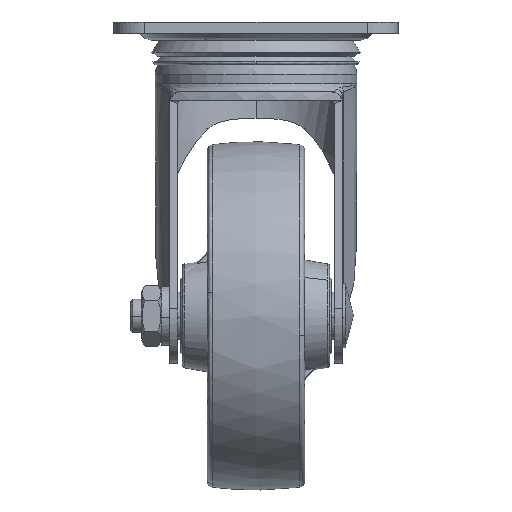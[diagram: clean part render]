
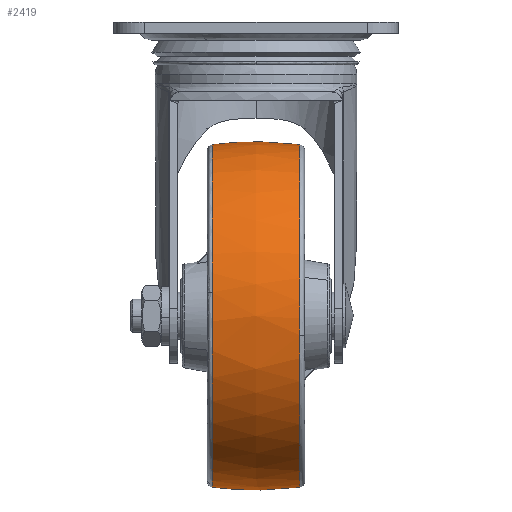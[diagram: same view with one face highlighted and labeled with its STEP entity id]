
A CAD part, left-side view. The second image highlights one B-rep face of the part: STEP entity #2419.
In plain terms, the highlighted free-form (B-spline) face has degree [2, 2] with [5, 7] control points.
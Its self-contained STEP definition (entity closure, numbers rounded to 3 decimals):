
#2112=CARTESIAN_POINT('',(-99.111,-15.752,-112.441));
#2113=VERTEX_POINT('',#2112);
#2127=CARTESIAN_POINT('',(-38.,-15.752,-167.003));
#2128=VERTEX_POINT('',#2127);
#2129=CARTESIAN_POINT('',(-99.111,-15.752,-112.441));
#2130=CARTESIAN_POINT('',(-92.913,-15.752,-167.003));
#2131=CARTESIAN_POINT('',(-38.,-15.752,-167.003));
#2139=(BOUNDED_CURVE()B_SPLINE_CURVE(2,(#2129,#2130,#2131),.UNSPECIFIED.,.F.,.U.)B_SPLINE_CURVE_WITH_KNOTS((3,3),(0.77,1.0),.UNSPECIFIED.)CURVE()GEOMETRIC_REPRESENTATION_ITEM()RATIONAL_B_SPLINE_CURVE((0.958,0.73,1.0))REPRESENTATION_ITEM(''));
#2140=EDGE_CURVE('',#2113,#2128,#2139,.T.);
#2208=CARTESIAN_POINT('',(-38.,-15.752,-43.996));
#2209=VERTEX_POINT('',#2208);
#2223=CARTESIAN_POINT('',(-38.,-15.752,-43.996));
#2224=CARTESIAN_POINT('',(-99.504,-15.752,-43.996));
#2225=CARTESIAN_POINT('',(-99.504,-15.752,-105.5));
#2226=CARTESIAN_POINT('',(-99.504,-15.752,-108.982));
#2227=CARTESIAN_POINT('',(-99.111,-15.752,-112.441));
#2235=(BOUNDED_CURVE()B_SPLINE_CURVE(2,(#2223,#2224,#2225,#2226,#2227),.UNSPECIFIED.,.F.,.U.)B_SPLINE_CURVE_WITH_KNOTS((3,2,3),(0.5,0.75,0.77),.UNSPECIFIED.)CURVE()GEOMETRIC_REPRESENTATION_ITEM()RATIONAL_B_SPLINE_CURVE((1.0,0.707,1.0,0.977,0.958))REPRESENTATION_ITEM(''));
#2236=EDGE_CURVE('',#2209,#2113,#2235,.T.);
#2285=CARTESIAN_POINT('',(-38.,15.752,-167.003));
#2286=VERTEX_POINT('',#2285);
#2287=CARTESIAN_POINT('',(-38.,-15.752,-167.003));
#2288=CARTESIAN_POINT('',(-38.,-11.345,-167.563));
#2289=CARTESIAN_POINT('',(-38.,-0.829,-168.333));
#2290=CARTESIAN_POINT('',(-38.,9.713,-167.771));
#2291=CARTESIAN_POINT('',(-38.,15.752,-167.003));
#2292=B_SPLINE_CURVE_WITH_KNOTS('',3,(#2287,#2288,#2289,#2290,#2291),.UNSPECIFIED.,.F.,.U.,(4,1,4),(0.,13.326,31.588),.UNSPECIFIED.);
#2293=EDGE_CURVE('',#2128,#2286,#2292,.T.);
#2310=CARTESIAN_POINT('',(-38.,15.752,-43.996));
#2311=VERTEX_POINT('',#2310);
#2327=CARTESIAN_POINT('',(-38.,-15.752,-43.996));
#2328=CARTESIAN_POINT('',(-38.,-9.387,-43.187));
#2329=CARTESIAN_POINT('',(-38.,1.161,-42.667));
#2330=CARTESIAN_POINT('',(-38.,11.672,-43.478));
#2331=CARTESIAN_POINT('',(-38.,15.752,-43.996));
#2332=B_SPLINE_CURVE_WITH_KNOTS('',3,(#2327,#2328,#2329,#2330,#2331),.UNSPECIFIED.,.F.,.U.,(4,1,4),(0.,19.249,31.588),.UNSPECIFIED.);
#2333=EDGE_CURVE('',#2209,#2311,#2332,.T.);
#2340=CARTESIAN_POINT('',(-36.287,-17.34,-44.208));
#2341=CARTESIAN_POINT('',(-36.253,-8.712,-43.));
#2342=CARTESIAN_POINT('',(-36.253,0.,-43.));
#2343=CARTESIAN_POINT('',(-36.253,8.712,-43.));
#2344=CARTESIAN_POINT('',(-36.287,17.34,-44.208));
#2345=CARTESIAN_POINT('',(-37.138,-17.34,-44.208));
#2346=CARTESIAN_POINT('',(-37.121,-8.712,-43.));
#2347=CARTESIAN_POINT('',(-37.121,0.,-43.));
#2348=CARTESIAN_POINT('',(-37.121,8.712,-43.));
#2349=CARTESIAN_POINT('',(-37.138,17.34,-44.208));
#2350=CARTESIAN_POINT('',(-99.291,-17.34,-44.208));
#2351=CARTESIAN_POINT('',(-100.5,-8.712,-43.));
#2352=CARTESIAN_POINT('',(-100.5,0.,-43.));
#2353=CARTESIAN_POINT('',(-100.5,8.712,-43.));
#2354=CARTESIAN_POINT('',(-99.291,17.34,-44.208));
#2355=CARTESIAN_POINT('',(-99.291,-17.34,-105.5));
#2356=CARTESIAN_POINT('',(-100.5,-8.712,-105.5));
#2357=CARTESIAN_POINT('',(-100.5,0.,-105.5));
#2358=CARTESIAN_POINT('',(-100.5,8.712,-105.5));
#2359=CARTESIAN_POINT('',(-99.291,17.34,-105.5));
#2360=CARTESIAN_POINT('',(-99.291,-17.34,-166.791));
#2361=CARTESIAN_POINT('',(-100.5,-8.712,-168.));
#2362=CARTESIAN_POINT('',(-100.5,0.,-168.));
#2363=CARTESIAN_POINT('',(-100.5,8.712,-168.));
#2364=CARTESIAN_POINT('',(-99.291,17.34,-166.791));
#2365=CARTESIAN_POINT('',(-37.138,-17.34,-166.791));
#2366=CARTESIAN_POINT('',(-37.121,-8.712,-168.));
#2367=CARTESIAN_POINT('',(-37.121,0.,-168.));
#2368=CARTESIAN_POINT('',(-37.121,8.712,-168.));
#2369=CARTESIAN_POINT('',(-37.138,17.34,-166.791));
#2370=CARTESIAN_POINT('',(-36.287,-17.34,-166.791));
#2371=CARTESIAN_POINT('',(-36.253,-8.712,-168.));
#2372=CARTESIAN_POINT('',(-36.253,0.,-168.));
#2373=CARTESIAN_POINT('',(-36.253,8.712,-168.));
#2374=CARTESIAN_POINT('',(-36.287,17.34,-166.791));
#2382=(BOUNDED_SURFACE()B_SPLINE_SURFACE(2,2,((#2340,#2345,#2350,#2355,#2360,#2365,#2370),(#2341,#2346,#2351,#2356,#2361,#2366,#2371),(#2342,#2347,#2352,#2357,#2362,#2367,#2372),(#2343,#2348,#2353,#2358,#2363,#2368,#2373),(#2344,#2349,#2354,#2359,#2364,#2369,#2374)),.UNSPECIFIED.,.F.,.F.,.U.)B_SPLINE_SURFACE_WITH_KNOTS((3,2,3),(3,1,2,1,3),(0.0,17.664,35.328),(0.0,2.071,105.624,209.178,211.249),.UNSPECIFIED.)GEOMETRIC_REPRESENTATION_ITEM()RATIONAL_B_SPLINE_SURFACE(((0.98,0.974,0.685,0.968,0.685,0.974,0.98),(0.993,0.987,0.694,0.982,0.694,0.987,0.993),(1.012,1.006,0.707,1.0,0.707,1.006,1.012),(0.993,0.987,0.694,0.982,0.694,0.987,0.993),(0.98,0.974,0.685,0.968,0.685,0.974,0.98)))REPRESENTATION_ITEM('')SURFACE());
#2383=ORIENTED_EDGE('',*,*,#2293,.F.);
#2384=ORIENTED_EDGE('',*,*,#2140,.F.);
#2385=ORIENTED_EDGE('',*,*,#2236,.F.);
#2386=ORIENTED_EDGE('',*,*,#2333,.T.);
#2387=CARTESIAN_POINT('',(-98.917,15.752,-97.025));
#2388=VERTEX_POINT('',#2387);
#2389=CARTESIAN_POINT('',(-38.,15.752,-43.996));
#2390=CARTESIAN_POINT('',(-91.54,15.752,-43.996));
#2391=CARTESIAN_POINT('',(-98.917,15.752,-97.025));
#2399=(BOUNDED_CURVE()B_SPLINE_CURVE(2,(#2389,#2390,#2391),.UNSPECIFIED.,.F.,.U.)B_SPLINE_CURVE_WITH_KNOTS((3,3),(0.5,0.726),.UNSPECIFIED.)CURVE()GEOMETRIC_REPRESENTATION_ITEM()RATIONAL_B_SPLINE_CURVE((1.0,0.735,0.95))REPRESENTATION_ITEM(''));
#2400=EDGE_CURVE('',#2311,#2388,#2399,.T.);
#2401=ORIENTED_EDGE('',*,*,#2400,.T.);
#2402=CARTESIAN_POINT('',(-98.917,15.752,-97.025));
#2403=CARTESIAN_POINT('',(-99.504,15.752,-101.242));
#2404=CARTESIAN_POINT('',(-99.504,15.752,-105.5));
#2405=CARTESIAN_POINT('',(-99.504,15.752,-167.003));
#2406=CARTESIAN_POINT('',(-38.,15.752,-167.003));
#2414=(BOUNDED_CURVE()B_SPLINE_CURVE(2,(#2402,#2403,#2404,#2405,#2406),.UNSPECIFIED.,.F.,.U.)B_SPLINE_CURVE_WITH_KNOTS((3,2,3),(0.726,0.75,1.0),.UNSPECIFIED.)CURVE()GEOMETRIC_REPRESENTATION_ITEM()RATIONAL_B_SPLINE_CURVE((0.95,0.972,1.0,0.707,1.0))REPRESENTATION_ITEM(''));
#2415=EDGE_CURVE('',#2388,#2286,#2414,.T.);
#2416=ORIENTED_EDGE('',*,*,#2415,.T.);
#2417=EDGE_LOOP('',(#2383,#2384,#2385,#2386,#2401,#2416));
#2418=FACE_OUTER_BOUND('',#2417,.T.);
#2419=ADVANCED_FACE('',(#2418),#2382,.T.);
